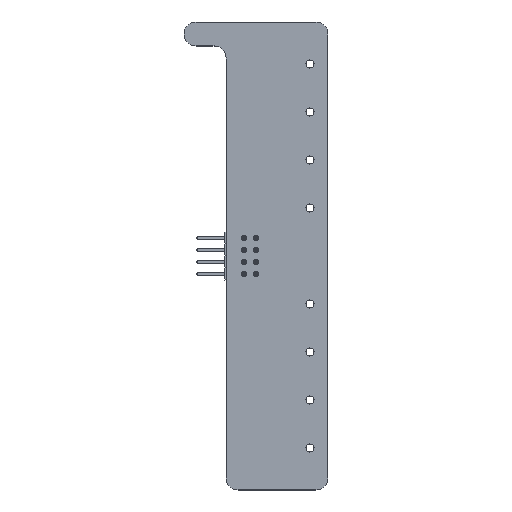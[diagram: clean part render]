
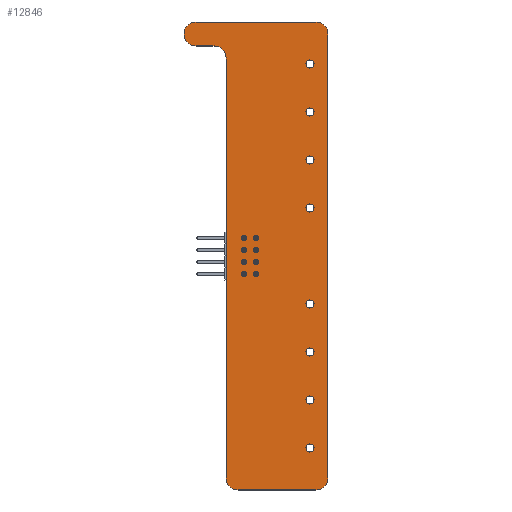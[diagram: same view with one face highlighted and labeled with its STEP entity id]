
A CAD part, top view. The second image highlights one B-rep face of the part: STEP entity #12846.
In plain terms, the highlighted planar face has unit normal (0, 0, 1).
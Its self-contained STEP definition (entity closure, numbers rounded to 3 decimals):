
#12495 = VERTEX_POINT('',#12496);
#12496 = CARTESIAN_POINT('',(78.74,-50.8,1.6));
#12502 = EDGE_CURVE('',#12495,#12503,#12505,.T.);
#12503 = VERTEX_POINT('',#12504);
#12504 = CARTESIAN_POINT('',(81.28,-53.34,1.6));
#12505 = CIRCLE('',#12506,2.54);
#12506 = AXIS2_PLACEMENT_3D('',#12507,#12508,#12509);
#12507 = CARTESIAN_POINT('',(78.74,-53.34,1.6));
#12508 = DIRECTION('',(0.,0.,-1.));
#12509 = DIRECTION('',(0.,1.,0.));
#12537 = VERTEX_POINT('',#12538);
#12538 = CARTESIAN_POINT('',(53.34,-50.8,1.6));
#12544 = EDGE_CURVE('',#12537,#12495,#12545,.T.);
#12545 = LINE('',#12546,#12547);
#12546 = CARTESIAN_POINT('',(53.34,-50.8,1.6));
#12547 = VECTOR('',#12548,1.);
#12548 = DIRECTION('',(1.,0.,0.));
#12566 = EDGE_CURVE('',#12503,#12567,#12569,.T.);
#12567 = VERTEX_POINT('',#12568);
#12568 = CARTESIAN_POINT('',(81.28,-147.32,1.6));
#12569 = LINE('',#12570,#12571);
#12570 = CARTESIAN_POINT('',(81.28,-53.34,1.6));
#12571 = VECTOR('',#12572,1.);
#12572 = DIRECTION('',(0.,-1.,0.));
#12846 = ADVANCED_FACE('',(#12847,#12919,#12930,#12941,#12952,#12963,
    #12974,#12985,#12996,#13007,#13018,#13029,#13040,#13051,#13062,
    #13073,#13084),#13095,.T.);
#12847 = FACE_BOUND('',#12848,.T.);
#12848 = EDGE_LOOP('',(#12849,#12850,#12851,#12860,#12869,#12877,#12886,
    #12894,#12903,#12911,#12918));
#12849 = ORIENTED_EDGE('',*,*,#12502,.F.);
#12850 = ORIENTED_EDGE('',*,*,#12544,.F.);
#12851 = ORIENTED_EDGE('',*,*,#12852,.F.);
#12852 = EDGE_CURVE('',#12853,#12537,#12855,.T.);
#12853 = VERTEX_POINT('',#12854);
#12854 = CARTESIAN_POINT('',(50.8,-53.34,1.6));
#12855 = CIRCLE('',#12856,2.54);
#12856 = AXIS2_PLACEMENT_3D('',#12857,#12858,#12859);
#12857 = CARTESIAN_POINT('',(53.34,-53.34,1.6));
#12858 = DIRECTION('',(0.,0.,-1.));
#12859 = DIRECTION('',(-1.,0.,0.));
#12860 = ORIENTED_EDGE('',*,*,#12861,.F.);
#12861 = EDGE_CURVE('',#12862,#12853,#12864,.T.);
#12862 = VERTEX_POINT('',#12863);
#12863 = CARTESIAN_POINT('',(53.34,-55.88,1.6));
#12864 = CIRCLE('',#12865,2.54);
#12865 = AXIS2_PLACEMENT_3D('',#12866,#12867,#12868);
#12866 = CARTESIAN_POINT('',(53.34,-53.34,1.6));
#12867 = DIRECTION('',(0.,0.,-1.));
#12868 = DIRECTION('',(0.,-1.,-0.));
#12869 = ORIENTED_EDGE('',*,*,#12870,.F.);
#12870 = EDGE_CURVE('',#12871,#12862,#12873,.T.);
#12871 = VERTEX_POINT('',#12872);
#12872 = CARTESIAN_POINT('',(57.15,-55.88,1.6));
#12873 = LINE('',#12874,#12875);
#12874 = CARTESIAN_POINT('',(57.15,-55.88,1.6));
#12875 = VECTOR('',#12876,1.);
#12876 = DIRECTION('',(-1.,0.,0.));
#12877 = ORIENTED_EDGE('',*,*,#12878,.F.);
#12878 = EDGE_CURVE('',#12879,#12871,#12881,.T.);
#12879 = VERTEX_POINT('',#12880);
#12880 = CARTESIAN_POINT('',(59.69,-58.42,1.6));
#12881 = CIRCLE('',#12882,2.54);
#12882 = AXIS2_PLACEMENT_3D('',#12883,#12884,#12885);
#12883 = CARTESIAN_POINT('',(57.15,-58.42,1.6));
#12884 = DIRECTION('',(0.,0.,1.));
#12885 = DIRECTION('',(1.,0.,-0.));
#12886 = ORIENTED_EDGE('',*,*,#12887,.F.);
#12887 = EDGE_CURVE('',#12888,#12879,#12890,.T.);
#12888 = VERTEX_POINT('',#12889);
#12889 = CARTESIAN_POINT('',(59.69,-147.32,1.6));
#12890 = LINE('',#12891,#12892);
#12891 = CARTESIAN_POINT('',(59.69,-147.32,1.6));
#12892 = VECTOR('',#12893,1.);
#12893 = DIRECTION('',(0.,1.,0.));
#12894 = ORIENTED_EDGE('',*,*,#12895,.F.);
#12895 = EDGE_CURVE('',#12896,#12888,#12898,.T.);
#12896 = VERTEX_POINT('',#12897);
#12897 = CARTESIAN_POINT('',(62.23,-149.86,1.6));
#12898 = CIRCLE('',#12899,2.54);
#12899 = AXIS2_PLACEMENT_3D('',#12900,#12901,#12902);
#12900 = CARTESIAN_POINT('',(62.23,-147.32,1.6));
#12901 = DIRECTION('',(0.,0.,-1.));
#12902 = DIRECTION('',(0.,-1.,-0.));
#12903 = ORIENTED_EDGE('',*,*,#12904,.F.);
#12904 = EDGE_CURVE('',#12905,#12896,#12907,.T.);
#12905 = VERTEX_POINT('',#12906);
#12906 = CARTESIAN_POINT('',(78.74,-149.86,1.6));
#12907 = LINE('',#12908,#12909);
#12908 = CARTESIAN_POINT('',(78.74,-149.86,1.6));
#12909 = VECTOR('',#12910,1.);
#12910 = DIRECTION('',(-1.,0.,0.));
#12911 = ORIENTED_EDGE('',*,*,#12912,.F.);
#12912 = EDGE_CURVE('',#12567,#12905,#12913,.T.);
#12913 = CIRCLE('',#12914,2.54);
#12914 = AXIS2_PLACEMENT_3D('',#12915,#12916,#12917);
#12915 = CARTESIAN_POINT('',(78.74,-147.32,1.6));
#12916 = DIRECTION('',(0.,0.,-1.));
#12917 = DIRECTION('',(1.,0.,0.));
#12918 = ORIENTED_EDGE('',*,*,#12566,.F.);
#12919 = FACE_BOUND('',#12920,.T.);
#12920 = EDGE_LOOP('',(#12921));
#12921 = ORIENTED_EDGE('',*,*,#12922,.T.);
#12922 = EDGE_CURVE('',#12923,#12923,#12925,.T.);
#12923 = VERTEX_POINT('',#12924);
#12924 = CARTESIAN_POINT('',(63.5,-104.64,1.6));
#12925 = CIRCLE('',#12926,0.5);
#12926 = AXIS2_PLACEMENT_3D('',#12927,#12928,#12929);
#12927 = CARTESIAN_POINT('',(63.5,-104.14,1.6));
#12928 = DIRECTION('',(-0.,0.,-1.));
#12929 = DIRECTION('',(-0.,-1.,0.));
#12930 = FACE_BOUND('',#12931,.T.);
#12931 = EDGE_LOOP('',(#12932));
#12932 = ORIENTED_EDGE('',*,*,#12933,.T.);
#12933 = EDGE_CURVE('',#12934,#12934,#12936,.T.);
#12934 = VERTEX_POINT('',#12935);
#12935 = CARTESIAN_POINT('',(63.5,-102.1,1.6));
#12936 = CIRCLE('',#12937,0.5);
#12937 = AXIS2_PLACEMENT_3D('',#12938,#12939,#12940);
#12938 = CARTESIAN_POINT('',(63.5,-101.6,1.6));
#12939 = DIRECTION('',(-0.,0.,-1.));
#12940 = DIRECTION('',(-0.,-1.,0.));
#12941 = FACE_BOUND('',#12942,.T.);
#12942 = EDGE_LOOP('',(#12943));
#12943 = ORIENTED_EDGE('',*,*,#12944,.T.);
#12944 = EDGE_CURVE('',#12945,#12945,#12947,.T.);
#12945 = VERTEX_POINT('',#12946);
#12946 = CARTESIAN_POINT('',(66.04,-104.64,1.6));
#12947 = CIRCLE('',#12948,0.5);
#12948 = AXIS2_PLACEMENT_3D('',#12949,#12950,#12951);
#12949 = CARTESIAN_POINT('',(66.04,-104.14,1.6));
#12950 = DIRECTION('',(-0.,0.,-1.));
#12951 = DIRECTION('',(-0.,-1.,0.));
#12952 = FACE_BOUND('',#12953,.T.);
#12953 = EDGE_LOOP('',(#12954));
#12954 = ORIENTED_EDGE('',*,*,#12955,.T.);
#12955 = EDGE_CURVE('',#12956,#12956,#12958,.T.);
#12956 = VERTEX_POINT('',#12957);
#12957 = CARTESIAN_POINT('',(66.04,-102.1,1.6));
#12958 = CIRCLE('',#12959,0.5);
#12959 = AXIS2_PLACEMENT_3D('',#12960,#12961,#12962);
#12960 = CARTESIAN_POINT('',(66.04,-101.6,1.6));
#12961 = DIRECTION('',(-0.,0.,-1.));
#12962 = DIRECTION('',(-0.,-1.,0.));
#12963 = FACE_BOUND('',#12964,.T.);
#12964 = EDGE_LOOP('',(#12965));
#12965 = ORIENTED_EDGE('',*,*,#12966,.T.);
#12966 = EDGE_CURVE('',#12967,#12967,#12969,.T.);
#12967 = VERTEX_POINT('',#12968);
#12968 = CARTESIAN_POINT('',(77.47,-141.82,1.6));
#12969 = CIRCLE('',#12970,0.85);
#12970 = AXIS2_PLACEMENT_3D('',#12971,#12972,#12973);
#12971 = CARTESIAN_POINT('',(77.47,-140.97,1.6));
#12972 = DIRECTION('',(-0.,0.,-1.));
#12973 = DIRECTION('',(-0.,-1.,0.));
#12974 = FACE_BOUND('',#12975,.T.);
#12975 = EDGE_LOOP('',(#12976));
#12976 = ORIENTED_EDGE('',*,*,#12977,.T.);
#12977 = EDGE_CURVE('',#12978,#12978,#12980,.T.);
#12978 = VERTEX_POINT('',#12979);
#12979 = CARTESIAN_POINT('',(77.47,-131.66,1.6));
#12980 = CIRCLE('',#12981,0.85);
#12981 = AXIS2_PLACEMENT_3D('',#12982,#12983,#12984);
#12982 = CARTESIAN_POINT('',(77.47,-130.81,1.6));
#12983 = DIRECTION('',(-0.,0.,-1.));
#12984 = DIRECTION('',(-0.,-1.,0.));
#12985 = FACE_BOUND('',#12986,.T.);
#12986 = EDGE_LOOP('',(#12987));
#12987 = ORIENTED_EDGE('',*,*,#12988,.T.);
#12988 = EDGE_CURVE('',#12989,#12989,#12991,.T.);
#12989 = VERTEX_POINT('',#12990);
#12990 = CARTESIAN_POINT('',(77.47,-121.5,1.6));
#12991 = CIRCLE('',#12992,0.85);
#12992 = AXIS2_PLACEMENT_3D('',#12993,#12994,#12995);
#12993 = CARTESIAN_POINT('',(77.47,-120.65,1.6));
#12994 = DIRECTION('',(-0.,0.,-1.));
#12995 = DIRECTION('',(-0.,-1.,0.));
#12996 = FACE_BOUND('',#12997,.T.);
#12997 = EDGE_LOOP('',(#12998));
#12998 = ORIENTED_EDGE('',*,*,#12999,.T.);
#12999 = EDGE_CURVE('',#13000,#13000,#13002,.T.);
#13000 = VERTEX_POINT('',#13001);
#13001 = CARTESIAN_POINT('',(77.47,-111.34,1.6));
#13002 = CIRCLE('',#13003,0.85);
#13003 = AXIS2_PLACEMENT_3D('',#13004,#13005,#13006);
#13004 = CARTESIAN_POINT('',(77.47,-110.49,1.6));
#13005 = DIRECTION('',(-0.,0.,-1.));
#13006 = DIRECTION('',(-0.,-1.,0.));
#13007 = FACE_BOUND('',#13008,.T.);
#13008 = EDGE_LOOP('',(#13009));
#13009 = ORIENTED_EDGE('',*,*,#13010,.T.);
#13010 = EDGE_CURVE('',#13011,#13011,#13013,.T.);
#13011 = VERTEX_POINT('',#13012);
#13012 = CARTESIAN_POINT('',(63.5,-99.56,1.6));
#13013 = CIRCLE('',#13014,0.5);
#13014 = AXIS2_PLACEMENT_3D('',#13015,#13016,#13017);
#13015 = CARTESIAN_POINT('',(63.5,-99.06,1.6));
#13016 = DIRECTION('',(-0.,0.,-1.));
#13017 = DIRECTION('',(-0.,-1.,0.));
#13018 = FACE_BOUND('',#13019,.T.);
#13019 = EDGE_LOOP('',(#13020));
#13020 = ORIENTED_EDGE('',*,*,#13021,.T.);
#13021 = EDGE_CURVE('',#13022,#13022,#13024,.T.);
#13022 = VERTEX_POINT('',#13023);
#13023 = CARTESIAN_POINT('',(63.5,-97.02,1.6));
#13024 = CIRCLE('',#13025,0.5);
#13025 = AXIS2_PLACEMENT_3D('',#13026,#13027,#13028);
#13026 = CARTESIAN_POINT('',(63.5,-96.52,1.6));
#13027 = DIRECTION('',(-0.,0.,-1.));
#13028 = DIRECTION('',(-0.,-1.,0.));
#13029 = FACE_BOUND('',#13030,.T.);
#13030 = EDGE_LOOP('',(#13031));
#13031 = ORIENTED_EDGE('',*,*,#13032,.T.);
#13032 = EDGE_CURVE('',#13033,#13033,#13035,.T.);
#13033 = VERTEX_POINT('',#13034);
#13034 = CARTESIAN_POINT('',(66.04,-99.56,1.6));
#13035 = CIRCLE('',#13036,0.5);
#13036 = AXIS2_PLACEMENT_3D('',#13037,#13038,#13039);
#13037 = CARTESIAN_POINT('',(66.04,-99.06,1.6));
#13038 = DIRECTION('',(-0.,0.,-1.));
#13039 = DIRECTION('',(-0.,-1.,0.));
#13040 = FACE_BOUND('',#13041,.T.);
#13041 = EDGE_LOOP('',(#13042));
#13042 = ORIENTED_EDGE('',*,*,#13043,.T.);
#13043 = EDGE_CURVE('',#13044,#13044,#13046,.T.);
#13044 = VERTEX_POINT('',#13045);
#13045 = CARTESIAN_POINT('',(66.04,-97.02,1.6));
#13046 = CIRCLE('',#13047,0.5);
#13047 = AXIS2_PLACEMENT_3D('',#13048,#13049,#13050);
#13048 = CARTESIAN_POINT('',(66.04,-96.52,1.6));
#13049 = DIRECTION('',(-0.,0.,-1.));
#13050 = DIRECTION('',(-0.,-1.,0.));
#13051 = FACE_BOUND('',#13052,.T.);
#13052 = EDGE_LOOP('',(#13053));
#13053 = ORIENTED_EDGE('',*,*,#13054,.T.);
#13054 = EDGE_CURVE('',#13055,#13055,#13057,.T.);
#13055 = VERTEX_POINT('',#13056);
#13056 = CARTESIAN_POINT('',(77.47,-91.02,1.6));
#13057 = CIRCLE('',#13058,0.85);
#13058 = AXIS2_PLACEMENT_3D('',#13059,#13060,#13061);
#13059 = CARTESIAN_POINT('',(77.47,-90.17,1.6));
#13060 = DIRECTION('',(-0.,0.,-1.));
#13061 = DIRECTION('',(-0.,-1.,0.));
#13062 = FACE_BOUND('',#13063,.T.);
#13063 = EDGE_LOOP('',(#13064));
#13064 = ORIENTED_EDGE('',*,*,#13065,.T.);
#13065 = EDGE_CURVE('',#13066,#13066,#13068,.T.);
#13066 = VERTEX_POINT('',#13067);
#13067 = CARTESIAN_POINT('',(77.47,-80.86,1.6));
#13068 = CIRCLE('',#13069,0.85);
#13069 = AXIS2_PLACEMENT_3D('',#13070,#13071,#13072);
#13070 = CARTESIAN_POINT('',(77.47,-80.01,1.6));
#13071 = DIRECTION('',(-0.,0.,-1.));
#13072 = DIRECTION('',(-0.,-1.,0.));
#13073 = FACE_BOUND('',#13074,.T.);
#13074 = EDGE_LOOP('',(#13075));
#13075 = ORIENTED_EDGE('',*,*,#13076,.T.);
#13076 = EDGE_CURVE('',#13077,#13077,#13079,.T.);
#13077 = VERTEX_POINT('',#13078);
#13078 = CARTESIAN_POINT('',(77.47,-70.7,1.6));
#13079 = CIRCLE('',#13080,0.85);
#13080 = AXIS2_PLACEMENT_3D('',#13081,#13082,#13083);
#13081 = CARTESIAN_POINT('',(77.47,-69.85,1.6));
#13082 = DIRECTION('',(-0.,0.,-1.));
#13083 = DIRECTION('',(-0.,-1.,0.));
#13084 = FACE_BOUND('',#13085,.T.);
#13085 = EDGE_LOOP('',(#13086));
#13086 = ORIENTED_EDGE('',*,*,#13087,.T.);
#13087 = EDGE_CURVE('',#13088,#13088,#13090,.T.);
#13088 = VERTEX_POINT('',#13089);
#13089 = CARTESIAN_POINT('',(77.47,-60.54,1.6));
#13090 = CIRCLE('',#13091,0.85);
#13091 = AXIS2_PLACEMENT_3D('',#13092,#13093,#13094);
#13092 = CARTESIAN_POINT('',(77.47,-59.69,1.6));
#13093 = DIRECTION('',(-0.,0.,-1.));
#13094 = DIRECTION('',(-0.,-1.,0.));
#13095 = PLANE('',#13096);
#13096 = AXIS2_PLACEMENT_3D('',#13097,#13098,#13099);
#13097 = CARTESIAN_POINT('',(0.,0.,1.6));
#13098 = DIRECTION('',(0.,0.,1.));
#13099 = DIRECTION('',(1.,0.,-0.));
